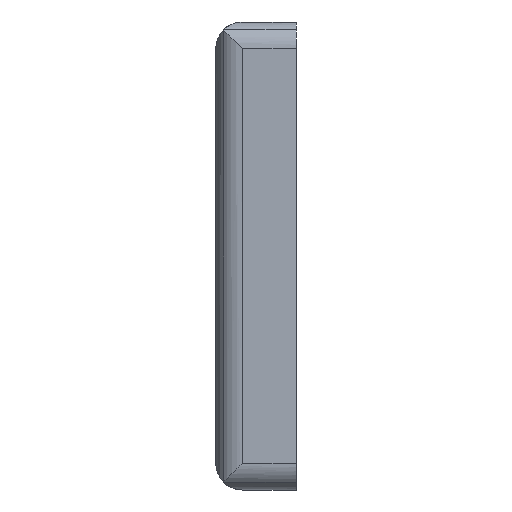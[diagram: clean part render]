
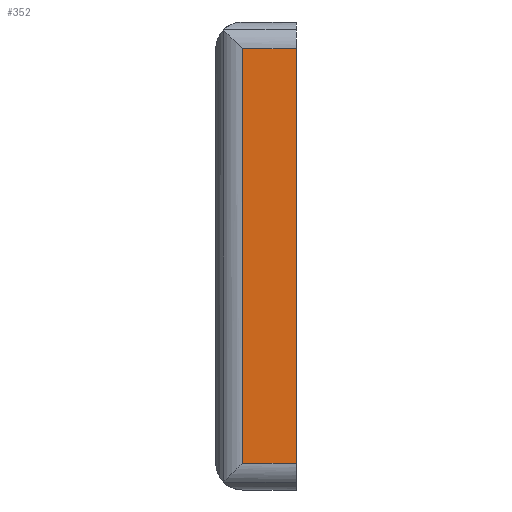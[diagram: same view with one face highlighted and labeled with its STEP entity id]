
A CAD part, front view. The second image highlights one B-rep face of the part: STEP entity #352.
In plain terms, the highlighted planar face has unit normal (0, -1, 0).
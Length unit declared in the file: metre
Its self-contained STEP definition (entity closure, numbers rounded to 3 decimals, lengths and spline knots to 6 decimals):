
#352=ADVANCED_FACE('1:942',(#979),#980,.T.);
#979=FACE_OUTER_BOUND('',#1809,.T.);
#980=PLANE('',#1810);
#1809=EDGE_LOOP('',(#4604,#4605,#4606,#4607));
#1810=AXIS2_PLACEMENT_3D('',#4608,#4609,#4610);
#4604=ORIENTED_EDGE('',*,*,#4698,.F.);
#4605=ORIENTED_EDGE('',*,*,#5511,.F.);
#4606=ORIENTED_EDGE('',*,*,#5520,.T.);
#4607=ORIENTED_EDGE('',*,*,#4686,.F.);
#4608=CARTESIAN_POINT('',(-0.074679,-0.085909,-0.017));
#4609=DIRECTION('',(0.,-1.0,0.0));
#4610=DIRECTION('',(0.0,0.0,1.0));
#4686=EDGE_CURVE('1:3435',#5563,#5565,#5566,.T.);
#4698=EDGE_CURVE('1:3390',#5583,#5563,#5585,.T.);
#5511=EDGE_CURVE('1:3408',#6935,#5583,#6937,.T.);
#5520=EDGE_CURVE('1:3447',#6935,#5565,#6948,.T.);
#5563=VERTEX_POINT('',#7002);
#5565=VERTEX_POINT('',#7004);
#5566=LINE('',#7005,#7006);
#5583=VERTEX_POINT('',#7028);
#5585=LINE('',#7030,#7031);
#6935=VERTEX_POINT('',#9574);
#6937=LINE('',#9576,#9577);
#6948=LINE('',#9593,#9594);
#7002=CARTESIAN_POINT('',(-0.076679,-0.085909,-0.0093));
#7004=CARTESIAN_POINT('',(-0.074679,-0.085909,-0.0093));
#7005=CARTESIAN_POINT('',(-0.074679,-0.085909,-0.0093));
#7006=VECTOR('',#9638,1.0);
#7028=CARTESIAN_POINT('',(-0.076679,-0.085909,-0.0247));
#7030=CARTESIAN_POINT('',(-0.076679,-0.085909,-0.017));
#7031=VECTOR('',#9662,1.0);
#9574=CARTESIAN_POINT('',(-0.074679,-0.085909,-0.0247));
#9576=CARTESIAN_POINT('',(-0.074679,-0.085909,-0.0247));
#9577=VECTOR('',#10103,1.0);
#9593=CARTESIAN_POINT('',(-0.074679,-0.085909,-0.0257));
#9594=VECTOR('',#10118,1.0);
#9638=DIRECTION('',(1.0,0.,0.0));
#9662=DIRECTION('',(0.0,0.0,1.0));
#10103=DIRECTION('',(-1.0,0.,0.0));
#10118=DIRECTION('',(0.0,0.0,1.0));
